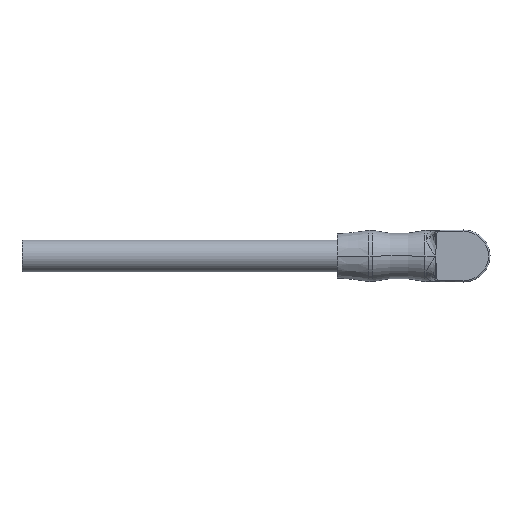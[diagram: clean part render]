
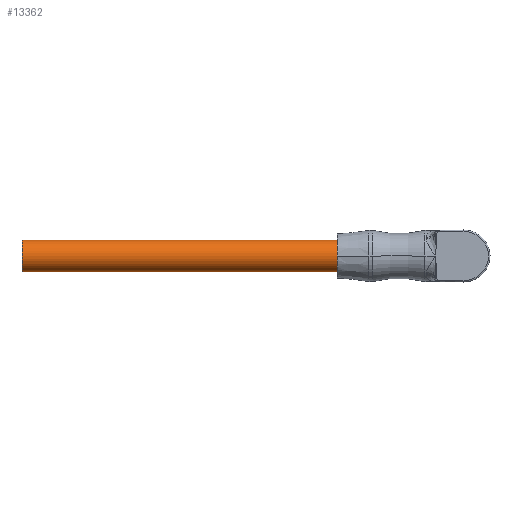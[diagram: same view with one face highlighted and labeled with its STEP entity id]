
A CAD part, left-side view. The second image highlights one B-rep face of the part: STEP entity #13362.
In plain terms, the highlighted cylindrical face has radius 5 mm (diameter 10 mm), a partial arc.
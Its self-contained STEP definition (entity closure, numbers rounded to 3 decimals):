
#4061=CARTESIAN_POINT('',(-16.6,39.903,1.066));
#4062=DIRECTION('',(0.,1.,0.));
#4063=DIRECTION('',(0.,0.,-1.));
#4064=AXIS2_PLACEMENT_3D('',#4061,#4062,#4063);
#4079=DIRECTION('',(0.,1.,0.));
#4080=VECTOR('',#4079,100.);
#4081=CARTESIAN_POINT('',(-16.6,39.903,-3.934));
#4082=LINE('',#4081,#4080);
#4083=DIRECTION('',(0.,-1.,0.));
#4084=VECTOR('',#4083,100.);
#4085=CARTESIAN_POINT('',(-16.6,139.903,6.066));
#4086=LINE('',#4085,#4084);
#4092=CARTESIAN_POINT('',(-16.6,139.903,1.066));
#4093=DIRECTION('',(0.,1.,0.));
#4094=DIRECTION('',(0.,0.,-1.));
#4095=AXIS2_PLACEMENT_3D('',#4092,#4093,#4094);
#5960=CARTESIAN_POINT('',(-16.6,39.903,6.066));
#5961=CARTESIAN_POINT('',(-16.6,39.903,-3.934));
#5962=VERTEX_POINT('',#5960);
#5963=VERTEX_POINT('',#5961);
#6167=CARTESIAN_POINT('',(-16.6,139.903,6.066));
#6168=VERTEX_POINT('',#6167);
#6169=CARTESIAN_POINT('',(-16.6,139.903,-3.934));
#6170=VERTEX_POINT('',#6169);
#13350=CARTESIAN_POINT('',(-16.6,37.903,1.066));
#13351=DIRECTION('',(0.,1.,0.));
#13352=DIRECTION('',(0.,0.,1.));
#13353=AXIS2_PLACEMENT_3D('',#13350,#13351,#13352);
#13354=CYLINDRICAL_SURFACE('',#13353,5.);
#13355=ORIENTED_EDGE('',*,*,#13318,.F.);
#13356=ORIENTED_EDGE('',*,*,#13345,.T.);
#13358=ORIENTED_EDGE('',*,*,#13357,.T.);
#13359=ORIENTED_EDGE('',*,*,#13341,.T.);
#13360=EDGE_LOOP('',(#13355,#13356,#13358,#13359));
#13361=FACE_OUTER_BOUND('',#13360,.F.);
#4065=CIRCLE('',#4064,5.);
#4096=CIRCLE('',#4095,5.);
#13318=EDGE_CURVE('',#5963,#5962,#4065,.T.);
#13341=EDGE_CURVE('',#6168,#5962,#4086,.T.);
#13345=EDGE_CURVE('',#5963,#6170,#4082,.T.);
#13357=EDGE_CURVE('',#6170,#6168,#4096,.T.);
#13362=ADVANCED_FACE('',(#13361),#13354,.T.);
